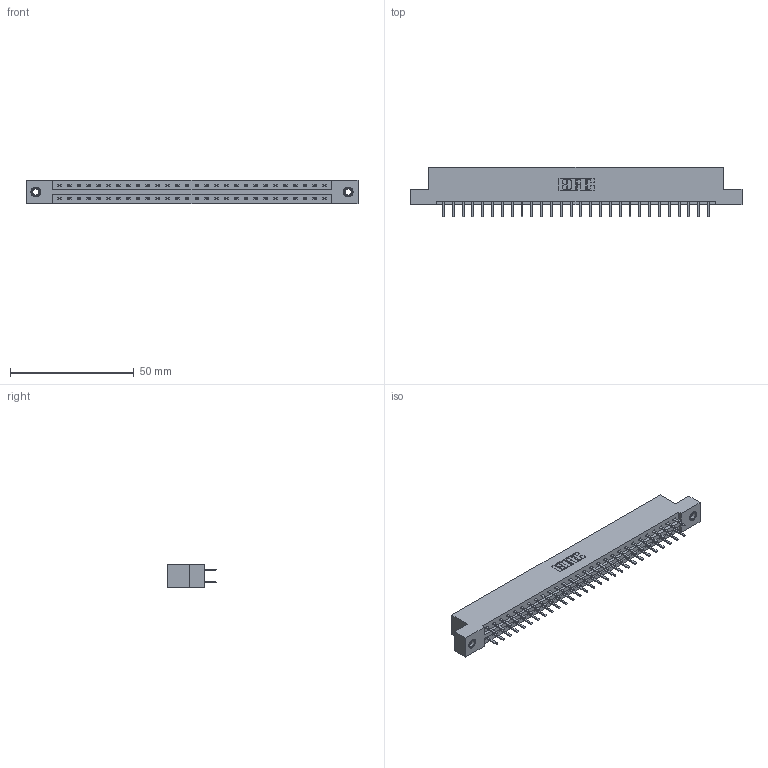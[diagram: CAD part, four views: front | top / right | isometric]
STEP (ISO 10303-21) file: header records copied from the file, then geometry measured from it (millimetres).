
FILE_DESCRIPTION (( 'STEP AP203' ), '1' );
FILE_NAME ('387-056-520-207.STEP', '2018-09-20T23:14:16', ( '' ), ( '' ), 'SwSTEP 2.0', 'SolidWorks 2016', '' );
FILE_SCHEMA (( 'CONFIG_CONTROL_DESIGN' ));
Length unit declared in the file: inch
Products named in the file (4): 345-292-001_345-293-120; 345-250-001_345-250-005-103; 387-056-520-207; 337 Part_Flush Mounting Lugs - 0.156 Dia-TI
Assembly tree (59 placements, depth 2):
  387-056-520-207
    337 Part_Flush Mounting Lugs - 0.156 Dia-TI
    345-292-001_345-293-120  x56
    345-250-001_345-250-005-103  x2
Bounding box: 133.96 x 20.02 x 9.4 mm (x, y, z)
Volume: 13893.2 mm3; surface area: 15536.1 mm2
Topology: 59 solids, 59 shells, 3422 faces, 9911 edges, 6450 vertices
Faces by surface type: plane 2342, cylinder 1064, cone 12, torus 4
Entity records: 24820 total; most frequent: CARTESIAN_POINT 4185, ORIENTED_EDGE 4102, DIRECTION 3605, EDGE_CURVE 2051, VECTOR 1899, LINE 1899, VERTEX_POINT 1360, AXIS2_PLACEMENT_3D 853
